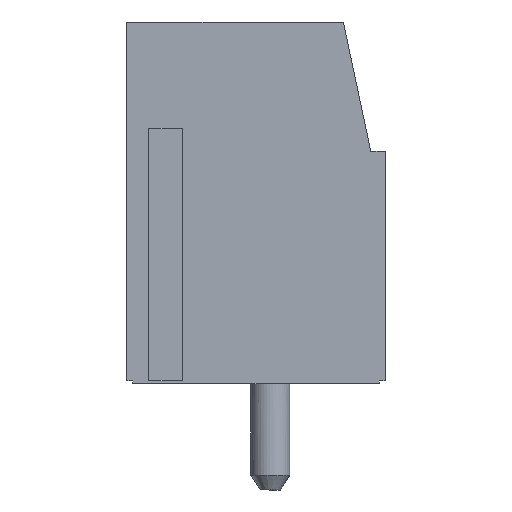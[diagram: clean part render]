
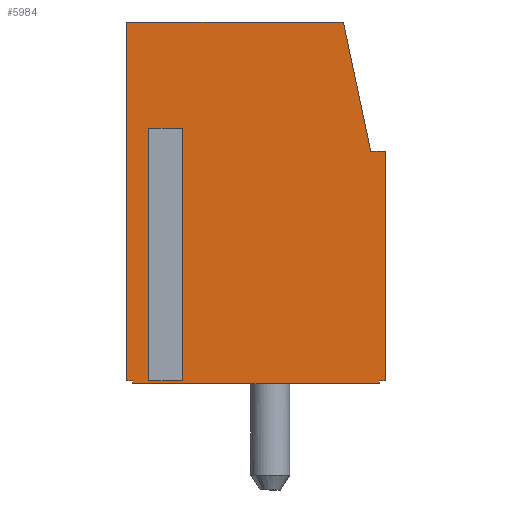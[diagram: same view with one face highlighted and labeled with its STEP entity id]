
A CAD part, left-side view. The second image highlights one B-rep face of the part: STEP entity #5984.
In plain terms, the highlighted planar face has unit normal (-1, 0, 0).
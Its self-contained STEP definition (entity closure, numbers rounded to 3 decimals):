
#1599 = VERTEX_POINT('',#1600);
#1600 = CARTESIAN_POINT('',(-7.5,4.8,0.));
#1606 = EDGE_CURVE('',#1599,#1607,#1609,.T.);
#1607 = VERTEX_POINT('',#1608);
#1608 = CARTESIAN_POINT('',(-7.5,5.,0.));
#1609 = LINE('',#1610,#1611);
#1610 = CARTESIAN_POINT('',(-7.5,-4.,0.));
#1611 = VECTOR('',#1612,1.);
#1612 = DIRECTION('',(0.,1.,0.));
#4681 = VERTEX_POINT('',#4682);
#4682 = CARTESIAN_POINT('',(-7.5,-4.,8.));
#4688 = EDGE_CURVE('',#4681,#4689,#4691,.T.);
#4689 = VERTEX_POINT('',#4690);
#4690 = CARTESIAN_POINT('',(-7.5,-4.,0.));
#4691 = LINE('',#4692,#4693);
#4692 = CARTESIAN_POINT('',(-7.5,-4.,8.));
#4693 = VECTOR('',#4694,1.);
#4694 = DIRECTION('',(0.,0.,-1.));
#5591 = EDGE_CURVE('',#4689,#5592,#5594,.T.);
#5592 = VERTEX_POINT('',#5593);
#5593 = CARTESIAN_POINT('',(-7.5,-3.8,0.));
#5594 = LINE('',#5595,#5596);
#5595 = CARTESIAN_POINT('',(-7.5,-4.,0.));
#5596 = VECTOR('',#5597,1.);
#5597 = DIRECTION('',(0.,1.,0.));
#5615 = EDGE_CURVE('',#5592,#5616,#5618,.T.);
#5616 = VERTEX_POINT('',#5617);
#5617 = CARTESIAN_POINT('',(-7.5,-3.8,-0.1));
#5618 = LINE('',#5619,#5620);
#5619 = CARTESIAN_POINT('',(-7.5,-3.8,-0.045));
#5620 = VECTOR('',#5621,1.);
#5621 = DIRECTION('',(0.,0.,-1.));
#5647 = VERTEX_POINT('',#5648);
#5648 = CARTESIAN_POINT('',(-7.5,4.8,-0.1));
#5654 = EDGE_CURVE('',#5647,#1599,#5655,.T.);
#5655 = LINE('',#5656,#5657);
#5656 = CARTESIAN_POINT('',(-7.5,4.8,-0.045));
#5657 = VECTOR('',#5658,1.);
#5658 = DIRECTION('',(0.,0.,1.));
#5671 = EDGE_CURVE('',#5616,#5647,#5672,.T.);
#5672 = LINE('',#5673,#5674);
#5673 = CARTESIAN_POINT('',(-7.5,0.5,-0.1));
#5674 = VECTOR('',#5675,1.);
#5675 = DIRECTION('',(0.,1.,0.));
#5706 = EDGE_CURVE('',#5707,#5709,#5711,.T.);
#5707 = VERTEX_POINT('',#5708);
#5708 = CARTESIAN_POINT('',(-7.5,4.05,0.));
#5709 = VERTEX_POINT('',#5710);
#5710 = CARTESIAN_POINT('',(-7.5,3.25,0.));
#5711 = LINE('',#5712,#5713);
#5712 = CARTESIAN_POINT('',(-7.5,0.5,0.));
#5713 = VECTOR('',#5714,1.);
#5714 = DIRECTION('',(0.,-1.,0.));
#5892 = EDGE_CURVE('',#5893,#5895,#5897,.T.);
#5893 = VERTEX_POINT('',#5894);
#5894 = CARTESIAN_POINT('',(-7.5,4.05,8.8));
#5895 = VERTEX_POINT('',#5896);
#5896 = CARTESIAN_POINT('',(-7.5,3.25,8.8));
#5897 = LINE('',#5898,#5899);
#5898 = CARTESIAN_POINT('',(-7.5,0.639,8.8));
#5899 = VECTOR('',#5900,1.);
#5900 = DIRECTION('',(0.,-1.,0.));
#5940 = EDGE_CURVE('',#5895,#5709,#5941,.T.);
#5941 = LINE('',#5942,#5943);
#5942 = CARTESIAN_POINT('',(-7.5,3.25,3.032));
#5943 = VECTOR('',#5944,1.);
#5944 = DIRECTION('',(0.,0.,-1.));
#5972 = EDGE_CURVE('',#5707,#5893,#5973,.T.);
#5973 = LINE('',#5974,#5975);
#5974 = CARTESIAN_POINT('',(-7.5,4.05,3.032));
#5975 = VECTOR('',#5976,1.);
#5976 = DIRECTION('',(0.,0.,1.));
#5984 = ADVANCED_FACE('',(#5985,#6023),#6029,.F.);
#5985 = FACE_BOUND('',#5986,.T.);
#5986 = EDGE_LOOP('',(#5987,#5988,#5989,#5990,#5998,#6006,#6014,#6020,
    #6021,#6022));
#5987 = ORIENTED_EDGE('',*,*,#5615,.F.);
#5988 = ORIENTED_EDGE('',*,*,#5591,.F.);
#5989 = ORIENTED_EDGE('',*,*,#4688,.F.);
#5990 = ORIENTED_EDGE('',*,*,#5991,.T.);
#5991 = EDGE_CURVE('',#4681,#5992,#5994,.T.);
#5992 = VERTEX_POINT('',#5993);
#5993 = CARTESIAN_POINT('',(-7.5,-3.5,8.));
#5994 = LINE('',#5995,#5996);
#5995 = CARTESIAN_POINT('',(-7.5,-4.,8.));
#5996 = VECTOR('',#5997,1.);
#5997 = DIRECTION('',(0.,1.,0.));
#5998 = ORIENTED_EDGE('',*,*,#5999,.T.);
#5999 = EDGE_CURVE('',#5992,#6000,#6002,.T.);
#6000 = VERTEX_POINT('',#6001);
#6001 = CARTESIAN_POINT('',(-7.5,-2.543,12.5));
#6002 = LINE('',#6003,#6004);
#6003 = CARTESIAN_POINT('',(-7.5,-3.5,8.));
#6004 = VECTOR('',#6005,1.);
#6005 = DIRECTION('',(0.,0.208,0.978));
#6006 = ORIENTED_EDGE('',*,*,#6007,.T.);
#6007 = EDGE_CURVE('',#6000,#6008,#6010,.T.);
#6008 = VERTEX_POINT('',#6009);
#6009 = CARTESIAN_POINT('',(-7.5,5.,12.5));
#6010 = LINE('',#6011,#6012);
#6011 = CARTESIAN_POINT('',(-7.5,-2.543,12.5));
#6012 = VECTOR('',#6013,1.);
#6013 = DIRECTION('',(0.,1.,0.));
#6014 = ORIENTED_EDGE('',*,*,#6015,.T.);
#6015 = EDGE_CURVE('',#6008,#1607,#6016,.T.);
#6016 = LINE('',#6017,#6018);
#6017 = CARTESIAN_POINT('',(-7.5,5.,12.5));
#6018 = VECTOR('',#6019,1.);
#6019 = DIRECTION('',(0.,0.,-1.));
#6020 = ORIENTED_EDGE('',*,*,#1606,.F.);
#6021 = ORIENTED_EDGE('',*,*,#5654,.F.);
#6022 = ORIENTED_EDGE('',*,*,#5671,.F.);
#6023 = FACE_BOUND('',#6024,.T.);
#6024 = EDGE_LOOP('',(#6025,#6026,#6027,#6028));
#6025 = ORIENTED_EDGE('',*,*,#5940,.T.);
#6026 = ORIENTED_EDGE('',*,*,#5706,.F.);
#6027 = ORIENTED_EDGE('',*,*,#5972,.T.);
#6028 = ORIENTED_EDGE('',*,*,#5892,.T.);
#6029 = PLANE('',#6030);
#6030 = AXIS2_PLACEMENT_3D('',#6031,#6032,#6033);
#6031 = CARTESIAN_POINT('',(-7.5,0.676,6.064));
#6032 = DIRECTION('',(1.,0.,0.));
#6033 = DIRECTION('',(0.,1.,0.));
